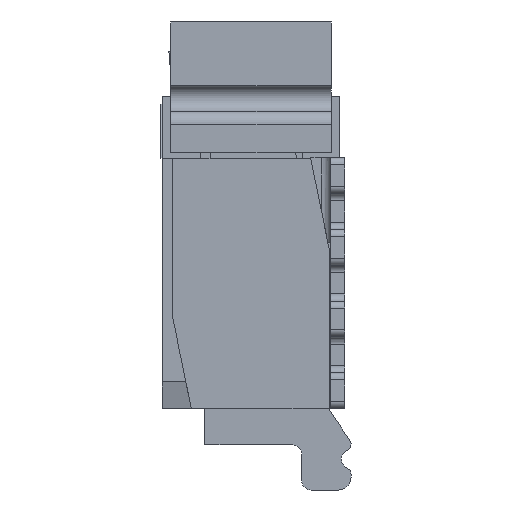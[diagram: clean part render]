
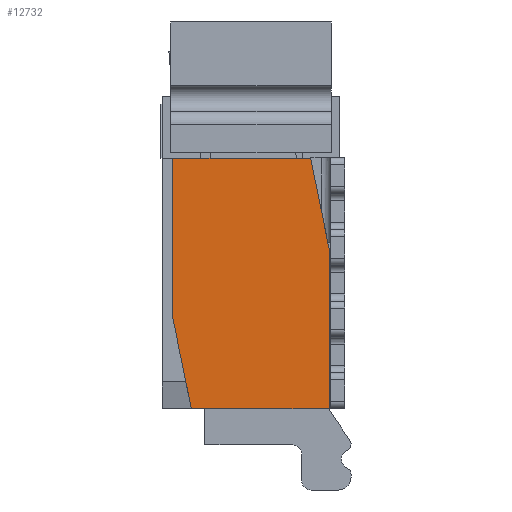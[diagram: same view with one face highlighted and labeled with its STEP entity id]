
A CAD part, left-side view. The second image highlights one B-rep face of the part: STEP entity #12732.
In plain terms, the highlighted planar face has unit normal (-1, 0, 0).
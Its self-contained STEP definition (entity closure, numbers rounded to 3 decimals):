
#62=DIRECTION('',(0.,1.,0.));
#63=VECTOR('',#62,1.93);
#64=CARTESIAN_POINT('',(-9.565,-0.835,-0.87));
#65=LINE('',#64,#63);
#1434=DIRECTION('',(0.,0.201,0.98));
#1435=VECTOR('',#1434,1.296);
#1436=CARTESIAN_POINT('',(-9.565,0.835,-4.37));
#1437=LINE('',#1436,#1435);
#1438=DIRECTION('',(0.,0.,-1.));
#1439=VECTOR('',#1438,2.23);
#1440=CARTESIAN_POINT('',(-9.565,1.095,-0.87));
#1441=LINE('',#1440,#1439);
#1442=DIRECTION('',(0.,-0.201,-0.98));
#1443=VECTOR('',#1442,1.296);
#1444=CARTESIAN_POINT('',(-9.565,-0.835,-0.87));
#1445=LINE('',#1444,#1443);
#1446=DIRECTION('',(0.,0.,-1.));
#1447=VECTOR('',#1446,2.23);
#1448=CARTESIAN_POINT('',(-9.565,-1.095,-2.14));
#1449=LINE('',#1448,#1447);
#1450=DIRECTION('',(0.,1.,0.));
#1451=VECTOR('',#1450,1.93);
#1452=CARTESIAN_POINT('',(-9.565,-1.095,-4.37));
#1453=LINE('',#1452,#1451);
#8435=CARTESIAN_POINT('',(-9.565,1.095,-0.87));
#8437=VERTEX_POINT('',#8435);
#8450=CARTESIAN_POINT('',(-9.565,-1.095,-4.37));
#8451=VERTEX_POINT('',#8450);
#8850=CARTESIAN_POINT('',(-9.565,0.835,-4.37));
#8851=CARTESIAN_POINT('',(-9.565,1.095,-3.1));
#8852=VERTEX_POINT('',#8850);
#8853=VERTEX_POINT('',#8851);
#8854=CARTESIAN_POINT('',(-9.565,-0.835,-0.87));
#8855=CARTESIAN_POINT('',(-9.565,-1.095,-2.14));
#8856=VERTEX_POINT('',#8854);
#8857=VERTEX_POINT('',#8855);
#12717=CARTESIAN_POINT('',(-9.565,-1.245,-4.37));
#12718=DIRECTION('',(-1.,0.,0.));
#12719=DIRECTION('',(0.,0.,1.));
#12720=AXIS2_PLACEMENT_3D('',#12717,#12718,#12719);
#12721=PLANE('',#12720);
#12723=ORIENTED_EDGE('',*,*,#12722,.T.);
#12725=ORIENTED_EDGE('',*,*,#12724,.F.);
#12726=ORIENTED_EDGE('',*,*,#11102,.F.);
#12727=ORIENTED_EDGE('',*,*,#12631,.T.);
#12728=ORIENTED_EDGE('',*,*,#12712,.T.);
#12729=ORIENTED_EDGE('',*,*,#11272,.T.);
#12730=EDGE_LOOP('',(#12723,#12725,#12726,#12727,#12728,#12729));
#12731=FACE_OUTER_BOUND('',#12730,.F.);
#11102=EDGE_CURVE('',#8856,#8437,#65,.T.);
#11272=EDGE_CURVE('',#8451,#8852,#1453,.T.);
#12631=EDGE_CURVE('',#8856,#8857,#1445,.T.);
#12712=EDGE_CURVE('',#8857,#8451,#1449,.T.);
#12722=EDGE_CURVE('',#8852,#8853,#1437,.T.);
#12724=EDGE_CURVE('',#8437,#8853,#1441,.T.);
#12732=ADVANCED_FACE('',(#12731),#12721,.T.);
